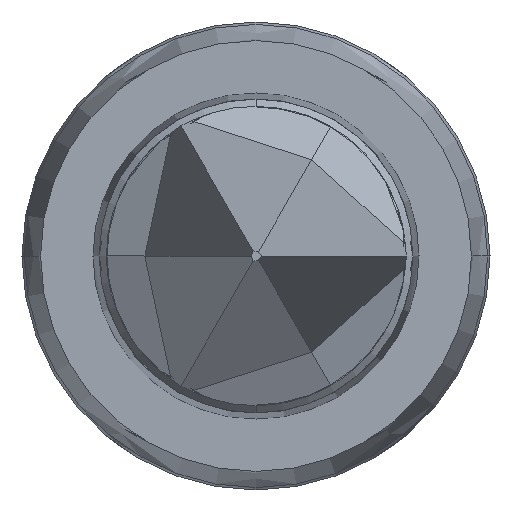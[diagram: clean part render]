
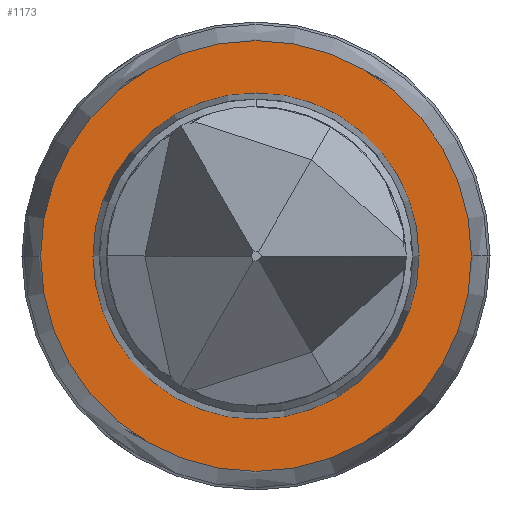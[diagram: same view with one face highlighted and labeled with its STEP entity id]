
A CAD part, left-side view. The second image highlights one B-rep face of the part: STEP entity #1173.
In plain terms, the highlighted planar face has unit normal (-1, 0, 0).
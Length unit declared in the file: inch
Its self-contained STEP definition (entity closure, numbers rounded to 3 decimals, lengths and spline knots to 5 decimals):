
#18 = CARTESIAN_POINT ( 'NONE',  ( -0.02, 0.02476, 0. ) ) ;
#39 = DIRECTION ( 'NONE',  ( 0., 1., 0. ) ) ;
#56 = CARTESIAN_POINT ( 'NONE',  ( -0.02, -0.02476, 0. ) ) ;
#93 = EDGE_CURVE ( 'NONE', #289, #1346, #1153, .T. ) ;
#133 = DIRECTION ( 'NONE',  ( 0., -1., 0. ) ) ;
#185 = AXIS2_PLACEMENT_3D ( 'NONE', #596, #1168, #460 ) ;
#220 = EDGE_LOOP ( 'NONE', ( #360, #1201 ) ) ;
#250 = PLANE ( 'NONE',  #1555 ) ;
#275 = CARTESIAN_POINT ( 'NONE',  ( -0.02, 0.01874, 0. ) ) ;
#289 = VERTEX_POINT ( 'NONE', #56 ) ;
#330 = DIRECTION ( 'NONE',  ( 1., 0., 0. ) ) ;
#360 = ORIENTED_EDGE ( 'NONE', *, *, #546, .F. ) ;
#419 = EDGE_LOOP ( 'NONE', ( #1037, #992 ) ) ;
#460 = DIRECTION ( 'NONE',  ( 0., 1., 0. ) ) ;
#546 = EDGE_CURVE ( 'NONE', #1346, #289, #1223, .T. ) ;
#558 = DIRECTION ( 'NONE',  ( 0., 1., 0. ) ) ;
#561 = DIRECTION ( 'NONE',  ( 1., 0., 0. ) ) ;
#568 = CARTESIAN_POINT ( 'NONE',  ( -0.02, 0., 0. ) ) ;
#596 = CARTESIAN_POINT ( 'NONE',  ( -0.02, 0., 0. ) ) ;
#615 = EDGE_CURVE ( 'NONE', #1012, #787, #1516, .T. ) ;
#643 = CARTESIAN_POINT ( 'NONE',  ( -0.02, 0.02476, 0. ) ) ;
#657 = FACE_BOUND ( 'NONE', #419, .T. ) ;
#765 = DIRECTION ( 'NONE',  ( 1., 0., 0. ) ) ;
#787 = VERTEX_POINT ( 'NONE', #978 ) ;
#860 = DIRECTION ( 'NONE',  ( -1., 0., 0. ) ) ;
#861 = CIRCLE ( 'NONE', #1526, 0.01874 ) ;
#978 = CARTESIAN_POINT ( 'NONE',  ( -0.02, -0.01874, 0. ) ) ;
#992 = ORIENTED_EDGE ( 'NONE', *, *, #1304, .T. ) ;
#1012 = VERTEX_POINT ( 'NONE', #275 ) ;
#1037 = ORIENTED_EDGE ( 'NONE', *, *, #615, .T. ) ;
#1058 = CARTESIAN_POINT ( 'NONE',  ( -0.02, 0., 0. ) ) ;
#1067 = AXIS2_PLACEMENT_3D ( 'NONE', #568, #561, #558 ) ;
#1092 = FACE_OUTER_BOUND ( 'NONE', #220, .T. ) ;
#1153 = CIRCLE ( 'NONE', #1067, 0.02476 ) ;
#1168 = DIRECTION ( 'NONE',  ( 1., 0., 0. ) ) ;
#1171 = DIRECTION ( 'NONE',  ( 0., 1., 0. ) ) ;
#1173 = ADVANCED_FACE ( 'NONE', ( #1092, #657 ), #250, .T. ) ;
#1201 = ORIENTED_EDGE ( 'NONE', *, *, #93, .F. ) ;
#1223 = CIRCLE ( 'NONE', #185, 0.02476 ) ;
#1304 = EDGE_CURVE ( 'NONE', #787, #1012, #861, .T. ) ;
#1346 = VERTEX_POINT ( 'NONE', #643 ) ;
#1433 = AXIS2_PLACEMENT_3D ( 'NONE', #1058, #330, #1171 ) ;
#1489 = CARTESIAN_POINT ( 'NONE',  ( -0.02, 0., 0. ) ) ;
#1516 = CIRCLE ( 'NONE', #1433, 0.01874 ) ;
#1526 = AXIS2_PLACEMENT_3D ( 'NONE', #1489, #765, #39 ) ;
#1555 = AXIS2_PLACEMENT_3D ( 'NONE', #18, #860, #133 ) ;
